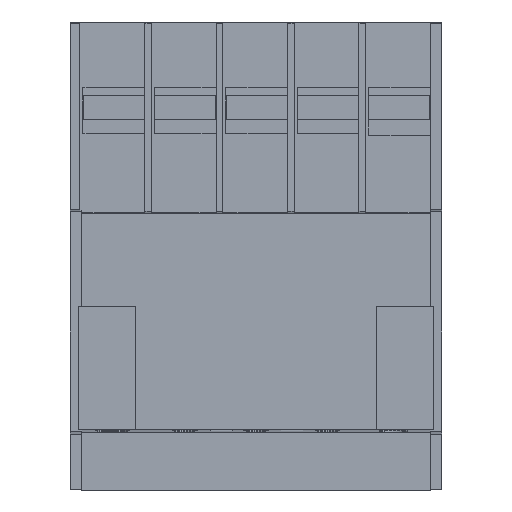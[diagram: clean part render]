
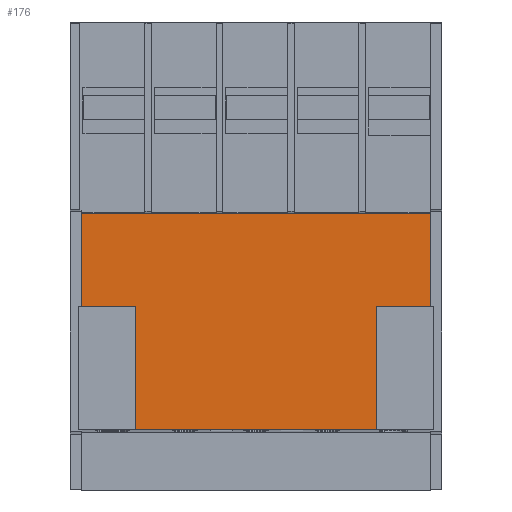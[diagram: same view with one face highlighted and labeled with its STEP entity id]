
A CAD part, front view. The second image highlights one B-rep face of the part: STEP entity #176.
In plain terms, the highlighted planar face has unit normal (0, -1, 0).
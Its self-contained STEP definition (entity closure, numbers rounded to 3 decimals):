
#176=ADVANCED_FACE('',(#845),#846,.T.);
#845=FACE_OUTER_BOUND('',#1918,.T.);
#846=PLANE('',#1919);
#1918=EDGE_LOOP('',(#3935,#3936,#3937,#3938,#3939,#3940,#3941,#3942));
#1919=AXIS2_PLACEMENT_3D('',#3943,#3944,#3945);
#3935=ORIENTED_EDGE('',*,*,#7566,.T.);
#3936=ORIENTED_EDGE('',*,*,#7567,.T.);
#3937=ORIENTED_EDGE('',*,*,#7568,.T.);
#3938=ORIENTED_EDGE('',*,*,#7569,.T.);
#3939=ORIENTED_EDGE('',*,*,#7570,.F.);
#3940=ORIENTED_EDGE('',*,*,#7571,.F.);
#3941=ORIENTED_EDGE('',*,*,#7572,.T.);
#3942=ORIENTED_EDGE('',*,*,#7323,.F.);
#3943=CARTESIAN_POINT('',(0.0,6.791,33.548));
#3944=DIRECTION('',(0.0,-1.0,0.));
#3945=DIRECTION('',(0.0,0.,-1.0));
#7323=EDGE_CURVE('',#8986,#8988,#8989,.T.);
#7566=EDGE_CURVE('',#8986,#9405,#9407,.T.);
#7567=EDGE_CURVE('',#9405,#9408,#9409,.T.);
#7568=EDGE_CURVE('',#9408,#9410,#9411,.T.);
#7569=EDGE_CURVE('',#9410,#9412,#9413,.T.);
#7570=EDGE_CURVE('',#9414,#9412,#9415,.T.);
#7571=EDGE_CURVE('',#9416,#9414,#9417,.T.);
#7572=EDGE_CURVE('',#9416,#8988,#9418,.T.);
#8986=VERTEX_POINT('',#11769);
#8988=VERTEX_POINT('',#11772);
#8989=LINE('',#11773,#11774);
#9405=VERTEX_POINT('',#12415);
#9407=LINE('',#12418,#12419);
#9408=VERTEX_POINT('',#12420);
#9409=LINE('',#12421,#12422);
#9410=VERTEX_POINT('',#12423);
#9411=LINE('',#12424,#12425);
#9412=VERTEX_POINT('',#12426);
#9413=LINE('',#12427,#12428);
#9414=VERTEX_POINT('',#12429);
#9415=LINE('',#12430,#12431);
#9416=VERTEX_POINT('',#12432);
#9417=LINE('',#12433,#12434);
#9418=LINE('',#12435,#12436);
#11769=CARTESIAN_POINT('',(43.6,6.791,33.548));
#11772=CARTESIAN_POINT('',(43.6,6.791,22.28));
#11773=CARTESIAN_POINT('',(43.6,6.791,33.548));
#11774=VECTOR('',#15100,11.268);
#12415=CARTESIAN_POINT('',(1.4,6.791,33.548));
#12418=CARTESIAN_POINT('',(43.6,6.791,33.548));
#12419=VECTOR('',#15375,42.2);
#12420=CARTESIAN_POINT('',(1.4,6.791,22.28));
#12421=CARTESIAN_POINT('',(1.4,6.791,33.548));
#12422=VECTOR('',#15376,11.268);
#12423=CARTESIAN_POINT('',(7.883,6.791,22.28));
#12424=CARTESIAN_POINT('',(1.4,6.791,22.28));
#12425=VECTOR('',#15377,6.483);
#12426=CARTESIAN_POINT('',(7.883,6.791,7.282));
#12427=CARTESIAN_POINT('',(7.883,6.791,22.28));
#12428=VECTOR('',#15378,14.998);
#12429=CARTESIAN_POINT('',(37.117,6.791,7.282));
#12430=CARTESIAN_POINT('',(37.117,6.791,7.282));
#12431=VECTOR('',#15379,29.233);
#12432=CARTESIAN_POINT('',(37.117,6.791,22.28));
#12433=CARTESIAN_POINT('',(37.117,6.791,22.28));
#12434=VECTOR('',#15380,14.998);
#12435=CARTESIAN_POINT('',(37.117,6.791,22.28));
#12436=VECTOR('',#15381,6.483);
#15100=DIRECTION('',(0.0,0.,-1.0));
#15375=DIRECTION('',(-1.0,0.0,0.0));
#15376=DIRECTION('',(0.0,0.,-1.0));
#15377=DIRECTION('',(1.,0.,0.0));
#15378=DIRECTION('',(0.0,0.,-1.));
#15379=DIRECTION('',(-1.0,0.0,0.0));
#15380=DIRECTION('',(0.0,0.,-1.));
#15381=DIRECTION('',(1.,0.,0.0));
